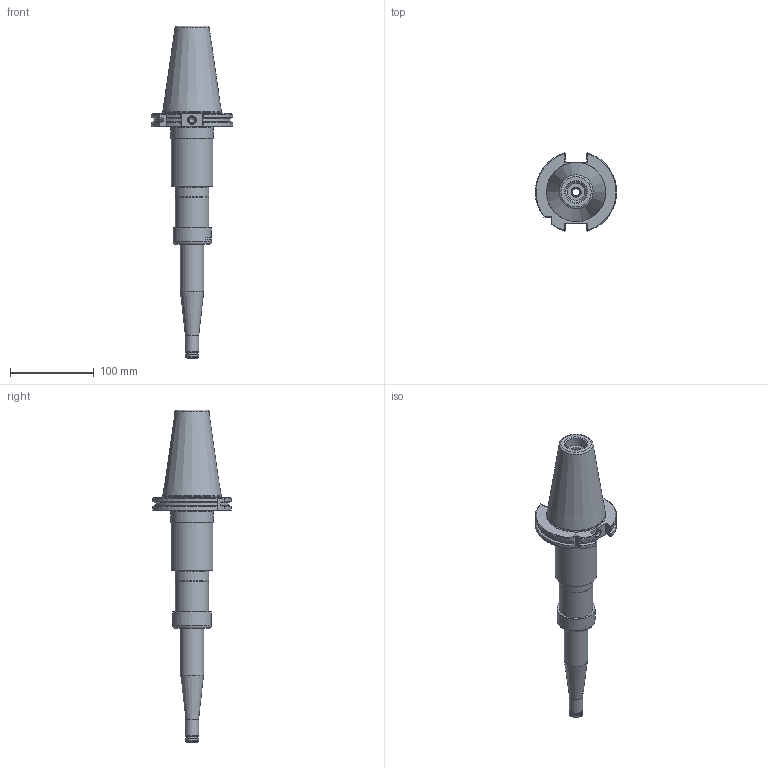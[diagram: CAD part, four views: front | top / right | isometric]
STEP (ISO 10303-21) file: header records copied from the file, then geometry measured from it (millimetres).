
FILE_DESCRIPTION(/* description */ (''),/* implementation_level */ '2;1');
FILE_NAME(/* name */ '885271130.stp',/* time_stamp */ '2023-03-15T12:13:58',/* author */ ('Ratnasingam Jekanthan'),/* organization */ ('REGO-FIX'),/* preprocessor_version */ ' Unknown',/* originating_system */ 'SIEMENS PLM Software Solid Edge ST10',/* authorization */ 'Unknown');
FILE_SCHEMA (('AUTOMOTIVE_DESIGN { 1 0 10303 214 2 1 1}'));
Length unit declared in the file: millimetre
Products named in the file (1): NOCUT
Bounding box: 97.32 x 93.58 x 397.6 mm (x, y, z)
Volume: 569086.3 mm3; surface area: 91960.9 mm2
Topology: 1 solids, 3 shells, 177 faces, 421 edges, 264 vertices
Faces by surface type: plane 59, cone 49, cylinder 42, torus 27
Full cylindrical faces by diameter (mm): 7 x1, 9 x1, 10 x3, 13 x1, 16 x2, 20.752 x2, 23.8 x1, 24.7 x1, 25 x2, 28 x1, 29 x1, 33 x1, 34 x1, 38.376 x1, 40 x1, 40.05 x1, 40.5 x2, 43.3 x1, 45.65 x1, 50 x1, 50.5 x1
Entity records: 5807 total; most frequent: CARTESIAN_POINT 896, DIRECTION 780, ORIENTED_EDGE 626, AXIS2_PLACEMENT_3D 338, EDGE_CURVE 313, FACE_BOUND 283, EDGE_LOOP 282, VERTEX_POINT 242
